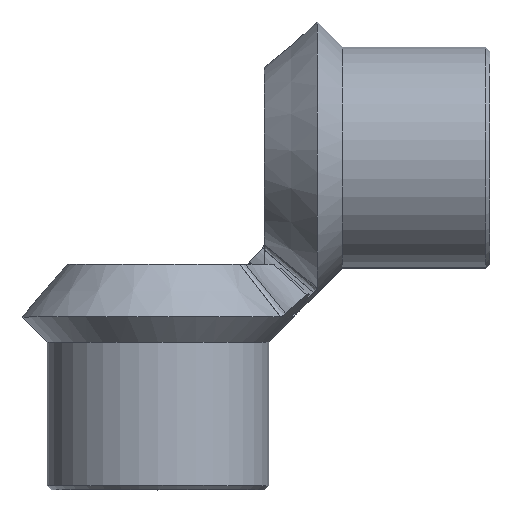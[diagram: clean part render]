
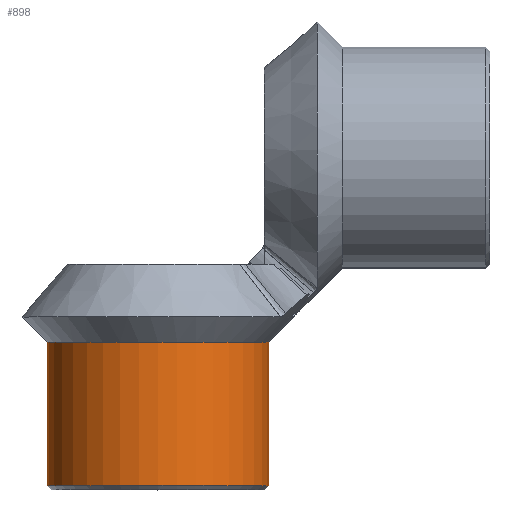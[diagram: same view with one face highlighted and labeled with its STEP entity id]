
A CAD part, top view. The second image highlights one B-rep face of the part: STEP entity #898.
In plain terms, the highlighted cylindrical face has radius 9.525 mm (diameter 19.05 mm), a partial arc.
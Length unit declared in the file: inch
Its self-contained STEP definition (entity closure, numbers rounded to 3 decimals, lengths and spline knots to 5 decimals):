
#116=CARTESIAN_POINT('',(0.,-0.61094,0.));
#117=DIRECTION('',(0.,-1.,0.));
#118=DIRECTION('',(1.,0.,0.));
#119=AXIS2_PLACEMENT_3D('',#116,#117,#118);
#121=DIRECTION('',(0.,1.,0.));
#122=VECTOR('',#121,0.48594);
#123=CARTESIAN_POINT('',(0.375,-0.61094,0.));
#124=LINE('',#123,#122);
#125=DIRECTION('',(0.,1.,0.));
#126=VECTOR('',#125,0.48594);
#127=CARTESIAN_POINT('',(-0.375,-0.61094,0.));
#128=LINE('',#127,#126);
#167=CARTESIAN_POINT('',(0.,-0.125,0.));
#168=DIRECTION('',(0.,-1.,0.));
#169=DIRECTION('',(1.,0.,0.));
#170=AXIS2_PLACEMENT_3D('',#167,#168,#169);
#628=CARTESIAN_POINT('',(0.375,-0.61094,0.));
#630=VERTEX_POINT('',#628);
#632=CARTESIAN_POINT('',(-0.375,-0.61094,0.));
#634=VERTEX_POINT('',#632);
#635=CARTESIAN_POINT('',(0.375,-0.125,0.));
#636=VERTEX_POINT('',#635);
#637=CARTESIAN_POINT('',(-0.375,-0.125,0.));
#638=VERTEX_POINT('',#637);
#884=CARTESIAN_POINT('',(0.,0.55625,0.));
#885=DIRECTION('',(0.,-1.,0.));
#886=DIRECTION('',(-1.,0.,0.));
#887=AXIS2_PLACEMENT_3D('',#884,#885,#886);
#888=CYLINDRICAL_SURFACE('',#887,0.375);
#890=ORIENTED_EDGE('',*,*,#889,.F.);
#891=ORIENTED_EDGE('',*,*,#879,.T.);
#893=ORIENTED_EDGE('',*,*,#892,.T.);
#895=ORIENTED_EDGE('',*,*,#894,.F.);
#896=EDGE_LOOP('',(#890,#891,#893,#895));
#897=FACE_OUTER_BOUND('',#896,.F.);
#898=ADVANCED_FACE('',(#897),#888,.T.);
#120=CIRCLE('',#119,0.375);
#171=CIRCLE('',#170,0.375);
#879=EDGE_CURVE('',#630,#634,#120,.T.);
#889=EDGE_CURVE('',#630,#636,#124,.T.);
#892=EDGE_CURVE('',#634,#638,#128,.T.);
#894=EDGE_CURVE('',#636,#638,#171,.T.);
